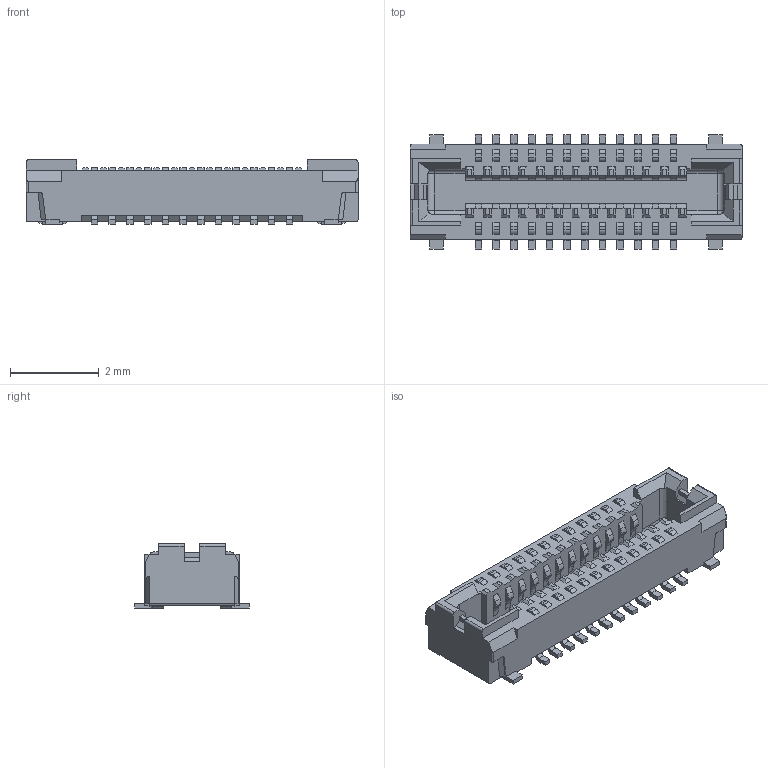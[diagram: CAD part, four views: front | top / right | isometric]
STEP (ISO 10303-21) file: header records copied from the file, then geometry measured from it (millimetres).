
FILE_DESCRIPTION(/* description */ (''),/* implementation_level */ '2;1');
FILE_NAME(/* name */ 'axt324124.step',/* time_stamp */ '2023-02-03T00:16:34+01:00',/* author */ (''),/* organization */ (''),/* preprocessor_version */ 'ST-DEVELOPER v19.2',/* originating_system */ 'Autodesk Translation Framework v11.17.0.187',/* authorisation */ '');
FILE_SCHEMA (('AUTOMOTIVE_DESIGN { 1 0 10303 214 3 1 1 }'));
Length unit declared in the file: millimetre
Products named in the file (1): axt324124
Bounding box: 7.5 x 2.58 x 1.45 mm (x, y, z)
Volume: 13.8 mm3; surface area: 79.1 mm2
Topology: 1 solids, 1 shells, 732 faces, 1958 edges, 1296 vertices
Faces by surface type: plane 518, bspline 194, cylinder 20
Entity records: 23100 total; most frequent: CARTESIAN_POINT 5133, ORIENTED_EDGE 3908, DIRECTION 3448, EDGE_CURVE 1954, LINE 1522, VECTOR 1522, VERTEX_POINT 1296, AXIS2_PLACEMENT_3D 963
